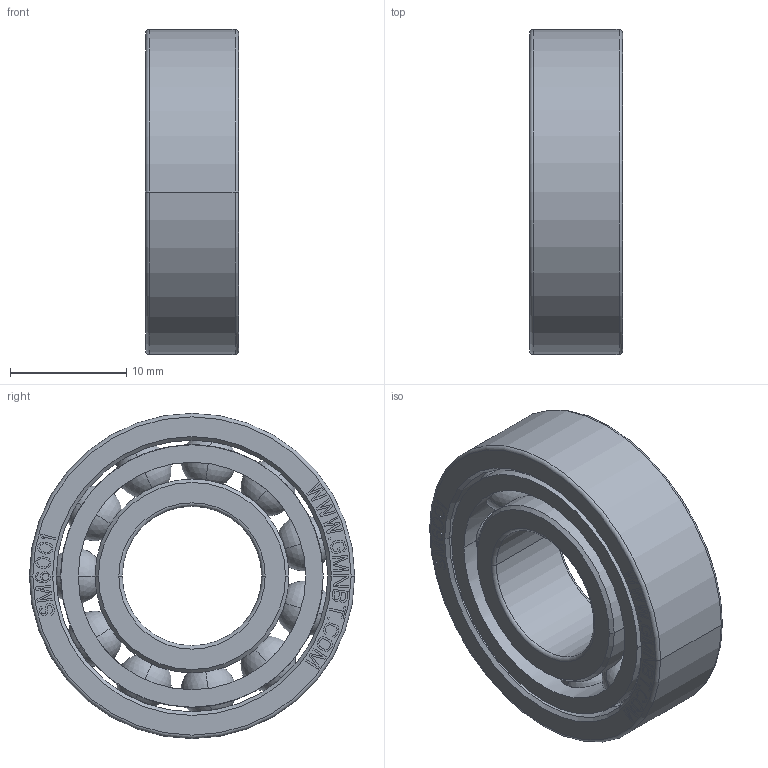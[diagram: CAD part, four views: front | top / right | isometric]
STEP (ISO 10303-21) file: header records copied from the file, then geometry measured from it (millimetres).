
FILE_DESCRIPTION((''),'2;1');
FILE_NAME('SM6001_PRT','2014-03-19T',('sales 4'),(''),'PRO/ENGINEER BY PARAMETRIC TECHNOLOGY CORPORATION, 2013150','PRO/ENGINEER BY PARAMETRIC TECHNOLOGY CORPORATION, 2013150','');
FILE_SCHEMA(('AUTOMOTIVE_DESIGN { 1 0 10303 214 1 1 1 1 }'));
Length unit declared in the file: millimetre
Products named in the file (1): SM6001_PRT
Bounding box: 8.01 x 28 x 28 mm (x, y, z)
Volume: 3073.1 mm3; surface area: 4252.2 mm2
Topology: 3 solids, 3 shells, 635 faces, 1746 edges, 1118 vertices
Faces by surface type: plane 511, cylinder 58, sphere 44, torus 12, cone 10
Entity records: 29043 total; most frequent: CARTESIAN_POINT 7641, ORIENTED_EDGE 3404, DIRECTION 3076, PRESENTATION_STYLE_ASSIGNMENT 1734, STYLED_ITEM 1705, CURVE_STYLE 1702, EDGE_CURVE 1702, VECTOR 1510
